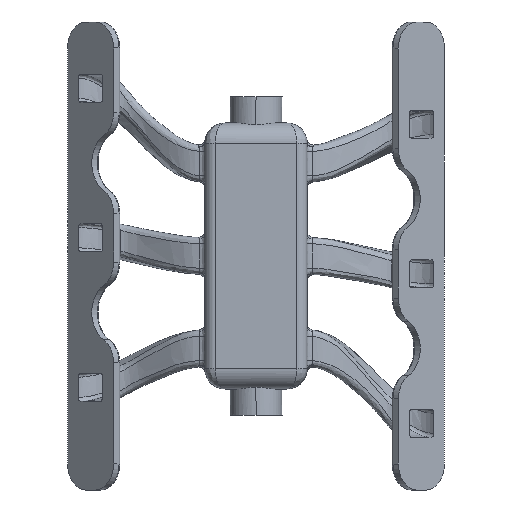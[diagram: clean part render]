
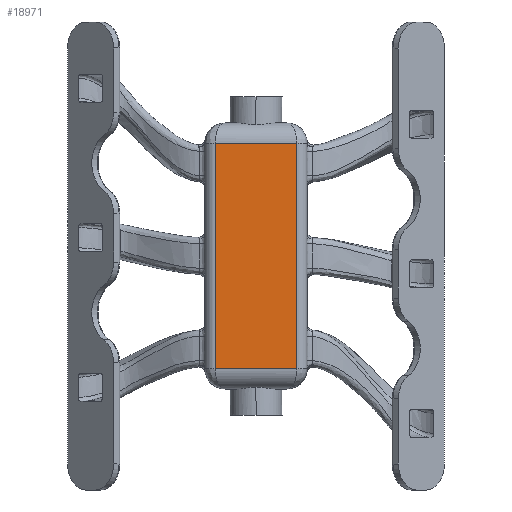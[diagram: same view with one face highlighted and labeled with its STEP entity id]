
A CAD part, front view. The second image highlights one B-rep face of the part: STEP entity #18971.
In plain terms, the highlighted planar face has unit normal (0, -1, 0).
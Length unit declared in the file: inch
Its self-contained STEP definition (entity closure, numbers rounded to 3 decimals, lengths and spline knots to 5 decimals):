
#3388=DIRECTION('',(0.,0.,-1.));
#3389=VECTOR('',#3388,220.);
#3390=CARTESIAN_POINT('',(40.,0.00019,110.));
#3391=LINE('',#3390,#3389);
#3392=DIRECTION('',(-1.,0.,0.));
#3393=VECTOR('',#3392,80.);
#3394=CARTESIAN_POINT('',(40.,0.00019,
-110.));
#3395=LINE('',#3394,#3393);
#3396=DIRECTION('',(0.,0.,-1.));
#3397=VECTOR('',#3396,220.);
#3398=CARTESIAN_POINT('',(-40.,0.00019,
110.));
#3399=LINE('',#3398,#3397);
#3400=DIRECTION('',(1.,0.,0.));
#3401=VECTOR('',#3400,80.);
#3402=CARTESIAN_POINT('',(-40.,0.00019,
110.));
#3403=LINE('',#3402,#3401);
#10796=CARTESIAN_POINT('',(40.,0.00019,
110.));
#10797=CARTESIAN_POINT('',(40.,0.00019,
-110.));
#10798=VERTEX_POINT('',#10796);
#10799=VERTEX_POINT('',#10797);
#10816=CARTESIAN_POINT('',(-40.,0.00019,
-110.));
#10817=VERTEX_POINT('',#10816);
#10818=CARTESIAN_POINT('',(-40.,0.00019,
110.));
#10819=VERTEX_POINT('',#10818);
#18958=CARTESIAN_POINT('',(-50.,0.,-130.));
#18959=DIRECTION('',(0.,-1.,0.));
#18960=DIRECTION('',(1.,0.,0.));
#18961=AXIS2_PLACEMENT_3D('',#18958,#18959,#18960);
#18962=PLANE('',#18961);
#18963=ORIENTED_EDGE('',*,*,#17483,.T.);
#18964=ORIENTED_EDGE('',*,*,#12975,.T.);
#18966=ORIENTED_EDGE('',*,*,#18965,.F.);
#18968=ORIENTED_EDGE('',*,*,#18967,.T.);
#18969=EDGE_LOOP('',(#18963,#18964,#18966,#18968));
#18970=FACE_OUTER_BOUND('',#18969,.F.);
#12975=EDGE_CURVE('',#10799,#10817,#3395,.T.);
#17483=EDGE_CURVE('',#10798,#10799,#3391,.T.);
#18965=EDGE_CURVE('',#10819,#10817,#3399,.T.);
#18967=EDGE_CURVE('',#10819,#10798,#3403,.T.);
#18971=ADVANCED_FACE('',(#18970),#18962,.T.);
